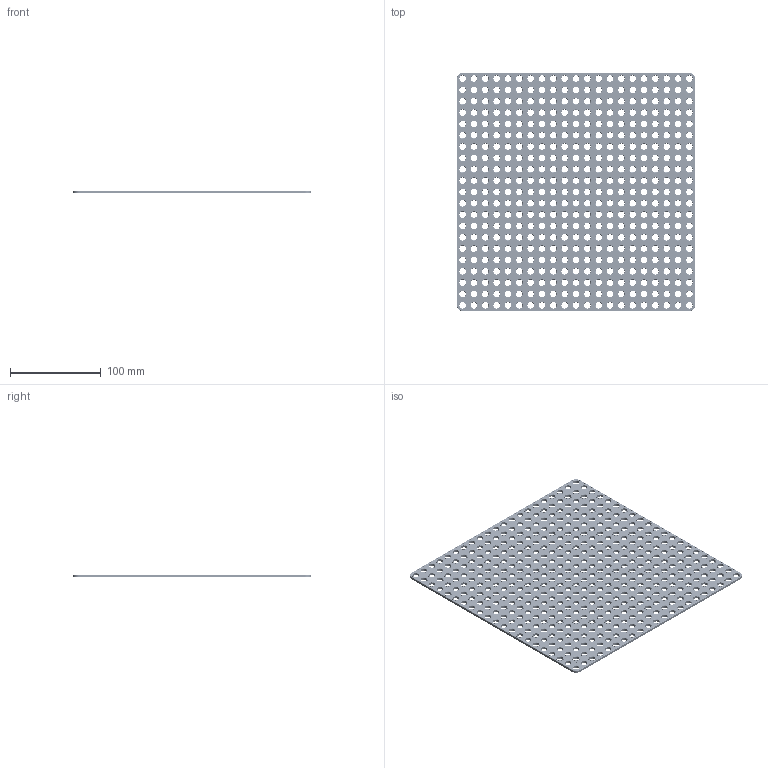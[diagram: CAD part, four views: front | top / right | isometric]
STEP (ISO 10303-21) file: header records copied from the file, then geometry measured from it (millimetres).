
FILE_DESCRIPTION(('FreeCAD Model'),'2;1');
FILE_NAME('Open CASCADE Shape Model','2024-01-31T15:18:53',(''),(''), 'Open CASCADE STEP processor 7.6','FreeCAD','Unknown');
FILE_SCHEMA(('AUTOMOTIVE_DESIGN { 1 0 10303 214 1 1 1 1 }'));
Products named in the file (1): Plate SQR CRNR BU21x00.25 - SPN-PLT-0056 (stemfie.org)
Bounding box: 262.5 x 262.5 x 3.12 mm (x, y, z)
Volume: 153516 mm3; surface area: 136442.2 mm2
Topology: 1 solids, 1 shells, 2709 faces, 5801 edges, 3568 vertices
Faces by surface type: cylinder 890, cone 890, plane 759, extrusion 170
Full cylindrical faces by diameter (mm): 7 x441, 9.2 x441
Entity records: 153802 total; most frequent: CARTESIAN_POINT 32657, DIRECTION 23057, VECTOR 11739, ORIENTED_EDGE 11602, PCURVE 11602, DEFINITIONAL_REPRESENTATION 11602, LINE 11569, EDGE_CURVE 5801
